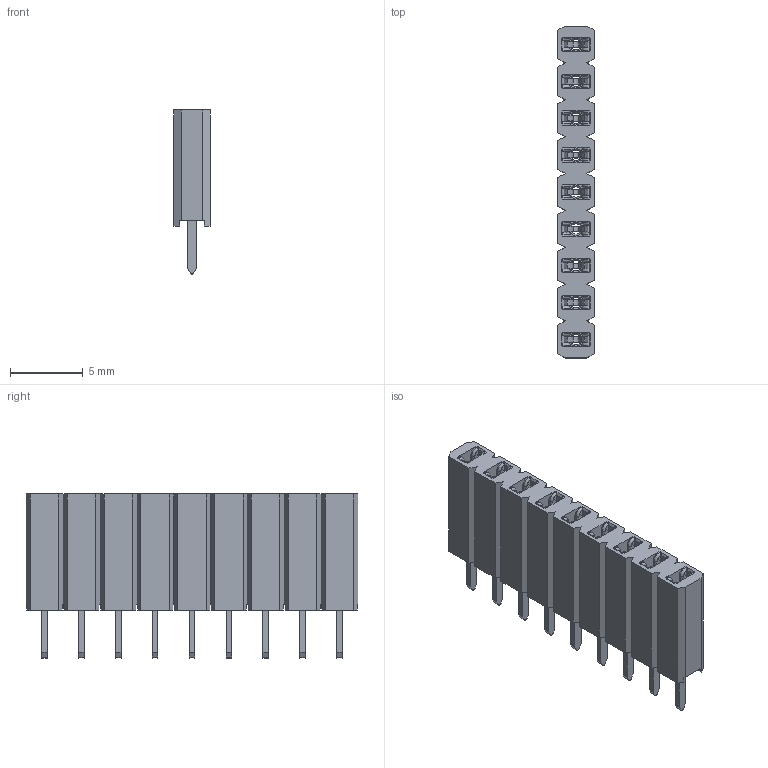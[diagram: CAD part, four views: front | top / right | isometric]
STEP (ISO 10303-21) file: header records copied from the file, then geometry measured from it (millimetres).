
FILE_DESCRIPTION(/* description */ (''),/* implementation_level */ '2;1');
FILE_NAME(/* name */ '9pol.stp',/* time_stamp */ '2024-09-12T14:21:43+02:00',/* author */ ('d.hellenbrandt'),/* organization */ (''),/* preprocessor_version */ 'ST-DEVELOPER v20',/* originating_system */ 'Autodesk Inventor 2025',/* authorisation */ '');
FILE_SCHEMA (('AUTOMOTIVE_DESIGN { 1 0 10303 214 3 1 1 }'));
Length unit declared in the file: millimetre
Products named in the file (2): Baugruppe1; 14pol
Assembly tree (1 placements, depth 2):
  Baugruppe1
    14pol
Bounding box: 2.5 x 22.86 x 11.3 mm (x, y, z)
Volume: 370 mm3; surface area: 1175.3 mm2
Topology: 10 solids, 10 shells, 733 faces, 1932 edges, 1237 vertices
Faces by surface type: plane 418, cylinder 270, torus 36, cone 9
Full cylindrical faces by diameter (mm): 0.72 x9, 0.78 x9
Entity records: 22704 total; most frequent: DIRECTION 3989, CARTESIAN_POINT 3905, ORIENTED_EDGE 3864, EDGE_CURVE 1932, LINE 1347, VECTOR 1347, AXIS2_PLACEMENT_3D 1321, VERTEX_POINT 1237
